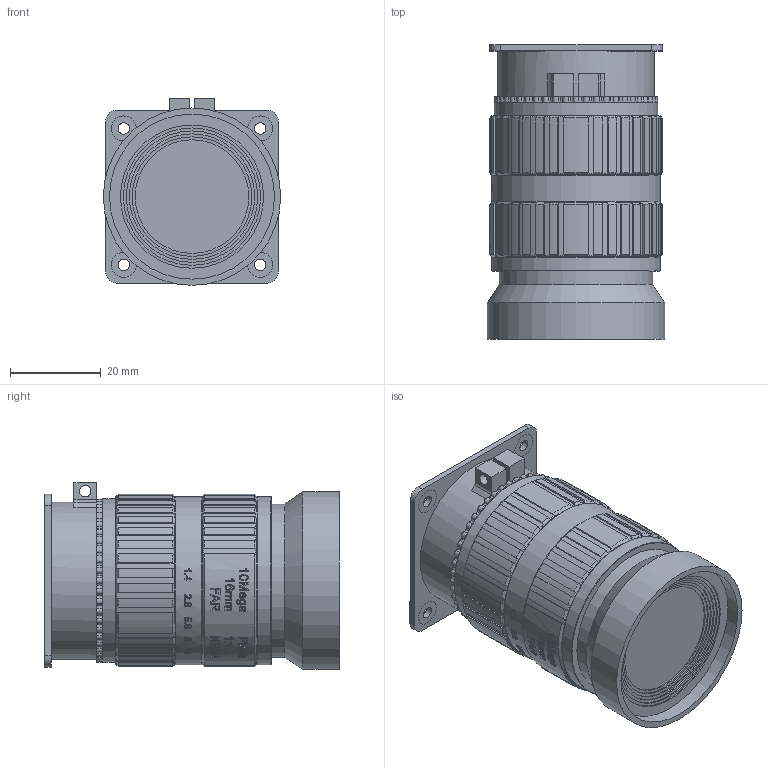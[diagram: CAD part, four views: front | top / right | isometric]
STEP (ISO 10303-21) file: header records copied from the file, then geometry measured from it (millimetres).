
FILE_DESCRIPTION(/* description */ (''),/* implementation_level */ '2;1');
FILE_NAME(/* name */ 'Camera v2 v6.step',/* time_stamp */ '2020-11-10T00:14:49+01:00',/* author */ (''),/* organization */ (''),/* preprocessor_version */ 'ST-DEVELOPER v18.1',/* originating_system */ 'Autodesk Translation Framework v9.3.0.1241',/* authorisation */ '');
FILE_SCHEMA (('AUTOMOTIVE_DESIGN { 1 0 10303 214 3 1 1 }'));
Products named in the file (3): Camera v2; Camera; Lens
Assembly tree (2 placements, depth 2):
  Camera v2
    Camera
    Lens
Bounding box: 39 x 64.77 x 41.04 mm (x, y, z)
Volume: 61349.7 mm3; surface area: 28498.4 mm2
Topology: 13 solids, 13 shells, 1236 faces, 3415 edges, 2276 vertices
Faces by surface type: bspline 662, cylinder 365, plane 198, cone 11
Full cylindrical faces by diameter (mm): 2.5 x6, 5.5 x8, 22.4 x1, 24.638 x1, 24.671 x1, 25 x1, 26.3 x1, 27.6 x1, 28.9 x1, 30.2 x1, 31.5 x1, 33.7 x1, 34.475 x1, 35.95 x1, 36.3 x1, 37 x2, 39 x1
Entity records: 53160 total; most frequent: CARTESIAN_POINT 25425, ORIENTED_EDGE 6830, DIRECTION 3841, EDGE_CURVE 3415, VERTEX_POINT 2276, LINE 1413, VECTOR 1413, B_SPLINE_CURVE_WITH_KNOTS 1367
